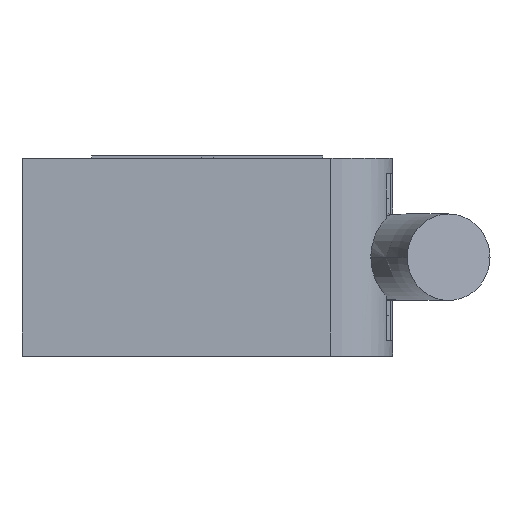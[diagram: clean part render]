
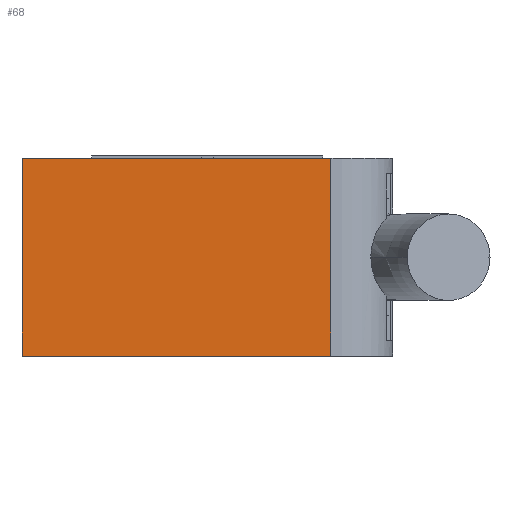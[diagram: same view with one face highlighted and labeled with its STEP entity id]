
A CAD part, front view. The second image highlights one B-rep face of the part: STEP entity #68.
In plain terms, the highlighted planar face has unit normal (0, -1, 0).
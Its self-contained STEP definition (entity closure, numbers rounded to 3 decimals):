
#68=ADVANCED_FACE('',(#195),#196,.T.);
#195=FACE_OUTER_BOUND('',#425,.T.);
#196=PLANE('',#426);
#425=EDGE_LOOP('',(#778,#779,#780,#781));
#426=AXIS2_PLACEMENT_3D('',#782,#783,#784);
#778=ORIENTED_EDGE('',*,*,#1568,.T.);
#779=ORIENTED_EDGE('',*,*,#1569,.F.);
#780=ORIENTED_EDGE('',*,*,#1501,.F.);
#781=ORIENTED_EDGE('',*,*,#1534,.F.);
#782=CARTESIAN_POINT('',(10.0,-50.,0.0));
#783=DIRECTION('',(0.0,-1.0,0.0));
#784=DIRECTION('',(0.0,0.0,-1.0));
#1501=EDGE_CURVE('',#1784,#1786,#1787,.T.);
#1534=EDGE_CURVE('',#1841,#1784,#1843,.T.);
#1568=EDGE_CURVE('',#1841,#1906,#1908,.T.);
#1569=EDGE_CURVE('',#1786,#1906,#1909,.T.);
#1784=VERTEX_POINT('',#2303);
#1786=VERTEX_POINT('',#2305);
#1787=LINE('',#2306,#2307);
#1841=VERTEX_POINT('',#2390);
#1843=LINE('',#2393,#2394);
#1906=VERTEX_POINT('',#2513);
#1908=LINE('',#2516,#2517);
#1909=LINE('',#2518,#2519);
#2303=CARTESIAN_POINT('',(10.0,-50.,16.0));
#2305=CARTESIAN_POINT('',(10.0,-50.,0.0));
#2306=CARTESIAN_POINT('',(10.0,-50.,16.0));
#2307=VECTOR('',#3105,16.0);
#2390=CARTESIAN_POINT('',(-15.0,-50.,16.0));
#2393=CARTESIAN_POINT('',(-15.0,-50.,16.0));
#2394=VECTOR('',#3142,25.0);
#2513=CARTESIAN_POINT('',(-15.0,-50.,0.0));
#2516=CARTESIAN_POINT('',(-15.0,-50.,16.0));
#2517=VECTOR('',#3198,16.0);
#2518=CARTESIAN_POINT('',(10.0,-50.,0.0));
#2519=VECTOR('',#3199,25.0);
#3105=DIRECTION('',(0.,0.0,-1.0));
#3142=DIRECTION('',(1.0,0.0,0.0));
#3198=DIRECTION('',(0.0,0.0,-1.0));
#3199=DIRECTION('',(-1.0,0.0,0.0));
